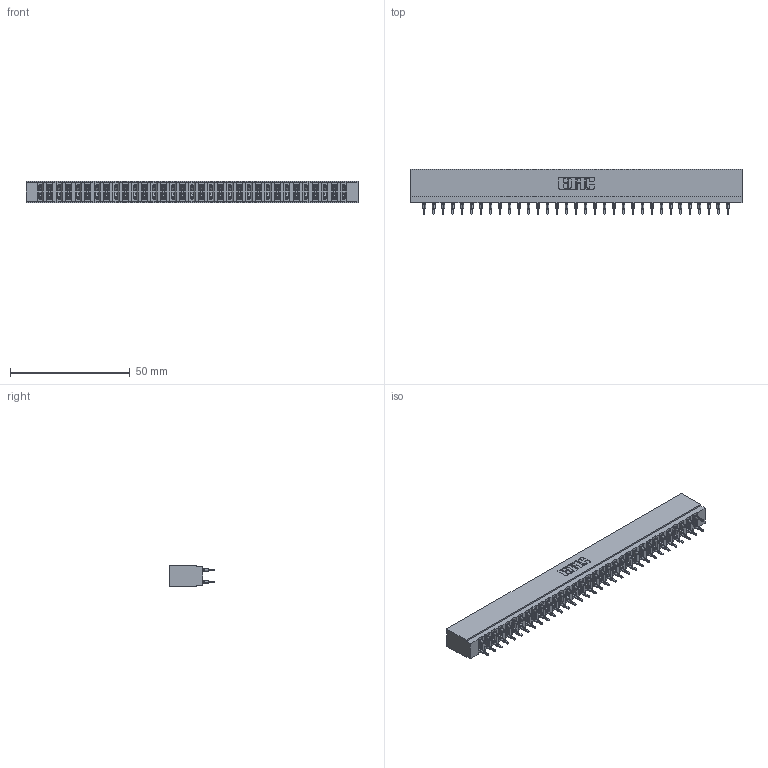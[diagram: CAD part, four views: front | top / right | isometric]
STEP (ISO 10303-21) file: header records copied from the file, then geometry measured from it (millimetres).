
FILE_DESCRIPTION (( 'STEP AP203' ), '1' );
FILE_NAME ('717-066-525-201.STEP', '2026-02-20T18:50:58', ( '' ), ( '' ), 'SwSTEP 2.0', 'SolidWorks 2023', '' );
FILE_SCHEMA (( 'CONFIG_CONTROL_DESIGN' ));
Length unit declared in the file: millimetre
Products named in the file (3): 745-292-001_525; 717-066-525-201; 717 Part_Insulator Option - 06
Assembly tree (67 placements, depth 2):
  717-066-525-201
    717 Part_Insulator Option - 06
    745-292-001_525  x66
Bounding box: 138.63 x 18.78 x 8.89 mm (x, y, z)
Volume: 12031.4 mm3; surface area: 18211.5 mm2
Topology: 67 solids, 67 shells, 6034 faces, 16223 edges, 10198 vertices
Faces by surface type: plane 3123, bspline 1320, cylinder 1195, torus 396
Entity records: 57805 total; most frequent: CARTESIAN_POINT 10539, ORIENTED_EDGE 9956, DIRECTION 8700, EDGE_CURVE 4978, LINE 4598, VECTOR 4598, VERTEX_POINT 3178, AXIS2_PLACEMENT_3D 2051
